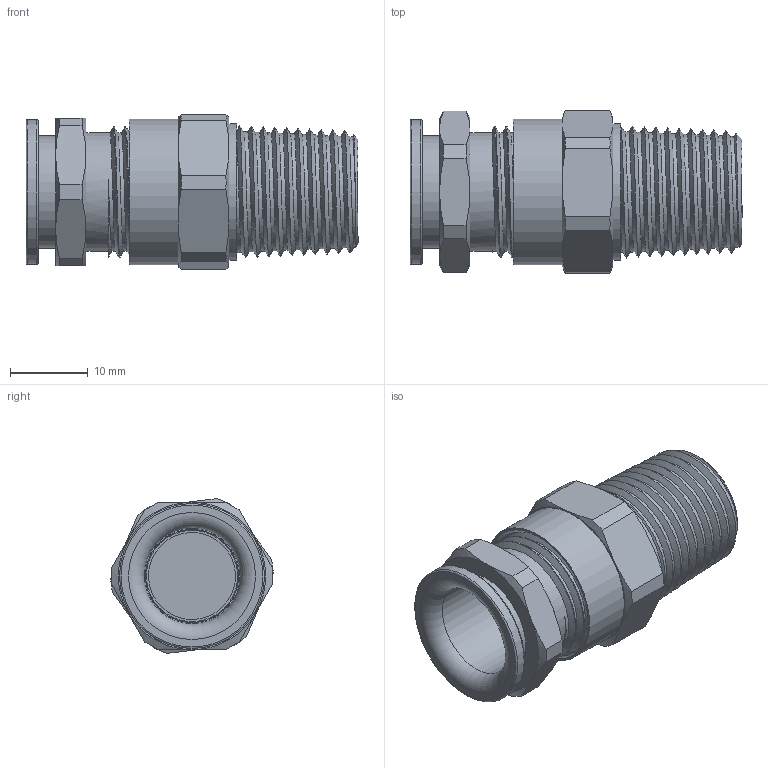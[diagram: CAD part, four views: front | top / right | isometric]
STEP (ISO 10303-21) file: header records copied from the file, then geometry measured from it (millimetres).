
FILE_DESCRIPTION(/* description */ ('ADE-1F2 NPT 3/8"'),/* implementation_level */ '2;1');
FILE_NAME(/* name */ '00808504V1-RST.stp',/* time_stamp */ '2020-03-04T14:11:49+01:00',/* author */ ('sl'),/* organization */ (''),/* preprocessor_version */ 'ST-DEVELOPER v16.5',/* originating_system */ 'Autodesk Inventor 2017',/* authorisation */ '');
FILE_SCHEMA (('AUTOMOTIVE_DESIGN { 1 0 10303 214 3 1 1 }'));
Length unit declared in the file: millimetre
Products named in the file (5): 00808504V1; 00808504V1_1; 00808504V1_2; 00808504V1_3; 00808504V1_4
Assembly tree (4 placements, depth 2):
  00808504V1
    00808504V1_1
    00808504V1_2
    00808504V1_3
    00808504V1_4
Bounding box: 42.72 x 20.94 x 19.93 mm (x, y, z)
Volume: 4516.3 mm3; surface area: 7521.2 mm2
Topology: 4 solids, 4 shells, 123 faces, 268 edges, 167 vertices
Faces by surface type: plane 48, cone 30, cylinder 30, torus 9, bspline 6
Full cylindrical faces by diameter (mm): 11.2 x1, 11.75 x1, 12 x1, 12.33 x1, 12.52 x1, 13 x1, 13.52 x1, 14.48 x1, 14.86 x1, 15.308 x4, 15.68 x1, 15.9 x1, 15.96 x2, 16.07 x6, 17.58 x1, 18.66 x1, 18.72 x1
Entity records: 6971 total; most frequent: CARTESIAN_POINT 4693, DIRECTION 444, ORIENTED_EDGE 402, AXIS2_PLACEMENT_3D 210, EDGE_CURVE 201, EDGE_LOOP 165, VERTEX_POINT 142, FACE_OUTER_BOUND 113
